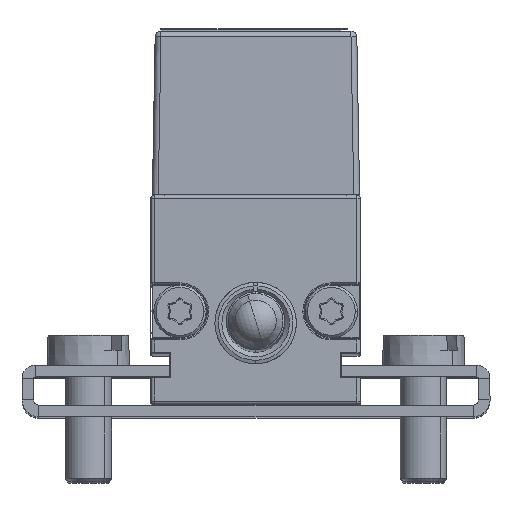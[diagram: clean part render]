
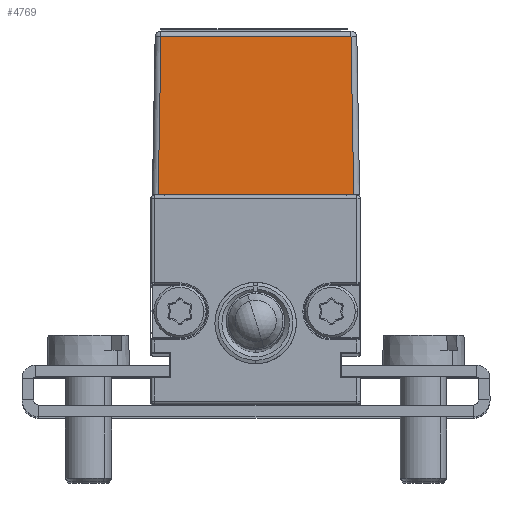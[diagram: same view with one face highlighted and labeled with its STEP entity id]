
A CAD part, top view. The second image highlights one B-rep face of the part: STEP entity #4769.
In plain terms, the highlighted planar face has unit normal (0, 0.018, 1).
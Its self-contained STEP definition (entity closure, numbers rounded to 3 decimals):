
#264 = PLANE ( 'NONE',  #15609 ) ;
#358 = CARTESIAN_POINT ( 'NONE',  ( -8.868, 18., 129.409 ) ) ;
#717 = EDGE_CURVE ( 'NONE', #5945, #14886, #11000, .T. ) ;
#2399 = DIRECTION ( 'NONE',  ( 0., -1., 0.017 ) ) ;
#2549 = EDGE_CURVE ( 'NONE', #14886, #2709, #9817, .T. ) ;
#2709 = VERTEX_POINT ( 'NONE', #12688 ) ;
#2781 = DIRECTION ( 'NONE',  ( -0.017, 1., -0.017 ) ) ;
#2948 = LINE ( 'NONE', #14867, #18362 ) ;
#3783 = LINE ( 'NONE', #5198, #23857 ) ;
#4026 = CARTESIAN_POINT ( 'NONE',  ( -8.868, 18., 129.409 ) ) ;
#4143 = EDGE_CURVE ( 'NONE', #12513, #5945, #3783, .T. ) ;
#4419 = VECTOR ( 'NONE', #6081, 1000. ) ;
#4769 = ADVANCED_FACE ( 'NONE', ( #21917 ), #264, .T. ) ;
#5198 = CARTESIAN_POINT ( 'NONE',  ( -8.868, 31.583, 129.171 ) ) ;
#5696 = CARTESIAN_POINT ( 'NONE',  ( -8.366, 18., 129.409 ) ) ;
#5945 = VERTEX_POINT ( 'NONE', #11433 ) ;
#6007 = CARTESIAN_POINT ( 'NONE',  ( -8.366, 17.991, 129.409 ) ) ;
#6029 = ORIENTED_EDGE ( 'NONE', *, *, #717, .T. ) ;
#6081 = DIRECTION ( 'NONE',  ( 1., 0., 0. ) ) ;
#6172 = DIRECTION ( 'NONE',  ( -0.017, -1., 0.017 ) ) ;
#8142 = VECTOR ( 'NONE', #6172, 1000. ) ;
#9817 = LINE ( 'NONE', #4026, #4419 ) ;
#11000 = LINE ( 'NONE', #6007, #8142 ) ;
#11433 = CARTESIAN_POINT ( 'NONE',  ( -8.129, 31.583, 129.171 ) ) ;
#11596 = CARTESIAN_POINT ( 'NONE',  ( 8.189, 31.583, 129.171 ) ) ;
#12513 = VERTEX_POINT ( 'NONE', #11596 ) ;
#12688 = CARTESIAN_POINT ( 'NONE',  ( 8.426, 18., 129.409 ) ) ;
#12906 = ORIENTED_EDGE ( 'NONE', *, *, #4143, .T. ) ;
#13605 = EDGE_LOOP ( 'NONE', ( #18426, #12906, #6029, #20687 ) ) ;
#14491 = DIRECTION ( 'NONE',  ( 0., 0.017, 1. ) ) ;
#14867 = CARTESIAN_POINT ( 'NONE',  ( 8.421, 18.302, 129.403 ) ) ;
#14886 = VERTEX_POINT ( 'NONE', #5696 ) ;
#15609 = AXIS2_PLACEMENT_3D ( 'NONE', #358, #14491, #2399 ) ;
#18362 = VECTOR ( 'NONE', #2781, 1000. ) ;
#18426 = ORIENTED_EDGE ( 'NONE', *, *, #20749, .T. ) ;
#20687 = ORIENTED_EDGE ( 'NONE', *, *, #2549, .T. ) ;
#20749 = EDGE_CURVE ( 'NONE', #2709, #12513, #2948, .T. ) ;
#21917 = FACE_OUTER_BOUND ( 'NONE', #13605, .T. ) ;
#23252 = DIRECTION ( 'NONE',  ( -1., 0., 0. ) ) ;
#23857 = VECTOR ( 'NONE', #23252, 1000. ) ;
